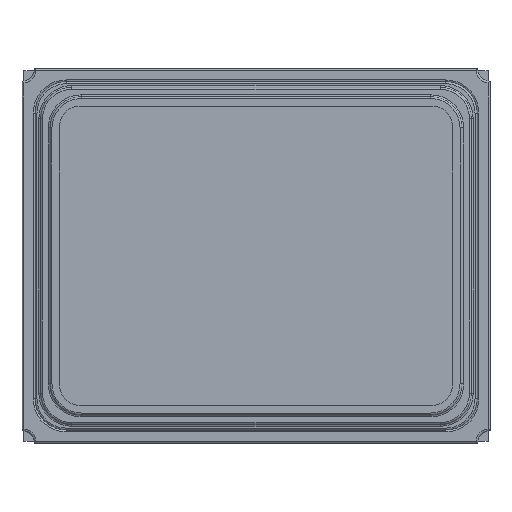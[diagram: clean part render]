
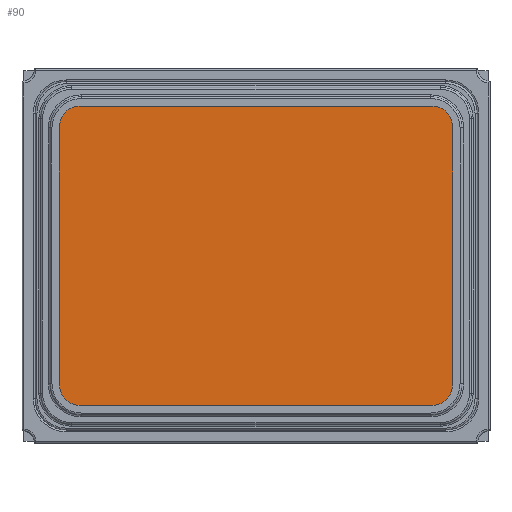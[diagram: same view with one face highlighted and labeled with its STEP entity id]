
A CAD part, top view. The second image highlights one B-rep face of the part: STEP entity #90.
In plain terms, the highlighted planar face has unit normal (0, 0, 1).
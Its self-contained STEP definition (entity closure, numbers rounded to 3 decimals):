
#24 = VERTEX_POINT('',#25);
#25 = CARTESIAN_POINT('',(0.939,-0.8,0.83));
#41 = VERTEX_POINT('',#42);
#42 = CARTESIAN_POINT('',(1.05,-0.689,0.83));
#48 = EDGE_CURVE('',#24,#41,#49,.T.);
#49 = CIRCLE('',#50,0.111);
#50 = AXIS2_PLACEMENT_3D('',#51,#52,#53);
#51 = CARTESIAN_POINT('',(0.939,-0.689,0.83));
#52 = DIRECTION('',(-0.,0.,1.));
#53 = DIRECTION('',(0.,-1.,0.));
#72 = VERTEX_POINT('',#73);
#73 = CARTESIAN_POINT('',(-0.939,-0.8,0.83));
#79 = EDGE_CURVE('',#72,#24,#80,.T.);
#80 = LINE('',#81,#82);
#81 = CARTESIAN_POINT('',(-1.05,-0.8,0.83));
#82 = VECTOR('',#83,1.);
#83 = DIRECTION('',(1.,0.,0.));
#90 = ADVANCED_FACE('',(#91),#144,.T.);
#91 = FACE_BOUND('',#92,.T.);
#92 = EDGE_LOOP('',(#93,#101,#110,#118,#127,#135,#142,#143));
#93 = ORIENTED_EDGE('',*,*,#94,.T.);
#94 = EDGE_CURVE('',#41,#95,#97,.T.);
#95 = VERTEX_POINT('',#96);
#96 = CARTESIAN_POINT('',(1.05,0.689,0.83));
#97 = LINE('',#98,#99);
#98 = CARTESIAN_POINT('',(1.05,-0.8,0.83));
#99 = VECTOR('',#100,1.);
#100 = DIRECTION('',(0.,1.,0.));
#101 = ORIENTED_EDGE('',*,*,#102,.T.);
#102 = EDGE_CURVE('',#95,#103,#105,.T.);
#103 = VERTEX_POINT('',#104);
#104 = CARTESIAN_POINT('',(0.939,0.8,0.83));
#105 = CIRCLE('',#106,0.111);
#106 = AXIS2_PLACEMENT_3D('',#107,#108,#109);
#107 = CARTESIAN_POINT('',(0.939,0.689,0.83));
#108 = DIRECTION('',(-0.,0.,1.));
#109 = DIRECTION('',(0.,-1.,0.));
#110 = ORIENTED_EDGE('',*,*,#111,.T.);
#111 = EDGE_CURVE('',#103,#112,#114,.T.);
#112 = VERTEX_POINT('',#113);
#113 = CARTESIAN_POINT('',(-0.939,0.8,0.83));
#114 = LINE('',#115,#116);
#115 = CARTESIAN_POINT('',(1.05,0.8,0.83));
#116 = VECTOR('',#117,1.);
#117 = DIRECTION('',(-1.,0.,0.));
#118 = ORIENTED_EDGE('',*,*,#119,.F.);
#119 = EDGE_CURVE('',#120,#112,#122,.T.);
#120 = VERTEX_POINT('',#121);
#121 = CARTESIAN_POINT('',(-1.05,0.689,0.83));
#122 = CIRCLE('',#123,0.111);
#123 = AXIS2_PLACEMENT_3D('',#124,#125,#126);
#124 = CARTESIAN_POINT('',(-0.939,0.689,0.83));
#125 = DIRECTION('',(-0.,-0.,-1.));
#126 = DIRECTION('',(0.,-1.,0.));
#127 = ORIENTED_EDGE('',*,*,#128,.T.);
#128 = EDGE_CURVE('',#120,#129,#131,.T.);
#129 = VERTEX_POINT('',#130);
#130 = CARTESIAN_POINT('',(-1.05,-0.689,0.83));
#131 = LINE('',#132,#133);
#132 = CARTESIAN_POINT('',(-1.05,0.8,0.83));
#133 = VECTOR('',#134,1.);
#134 = DIRECTION('',(0.,-1.,0.));
#135 = ORIENTED_EDGE('',*,*,#136,.F.);
#136 = EDGE_CURVE('',#72,#129,#137,.T.);
#137 = CIRCLE('',#138,0.111);
#138 = AXIS2_PLACEMENT_3D('',#139,#140,#141);
#139 = CARTESIAN_POINT('',(-0.939,-0.689,0.83));
#140 = DIRECTION('',(-0.,-0.,-1.));
#141 = DIRECTION('',(0.,-1.,0.));
#142 = ORIENTED_EDGE('',*,*,#79,.T.);
#143 = ORIENTED_EDGE('',*,*,#48,.T.);
#144 = PLANE('',#145);
#145 = AXIS2_PLACEMENT_3D('',#146,#147,#148);
#146 = CARTESIAN_POINT('',(0.,0.,0.83));
#147 = DIRECTION('',(0.,0.,1.));
#148 = DIRECTION('',(1.,0.,0.));
